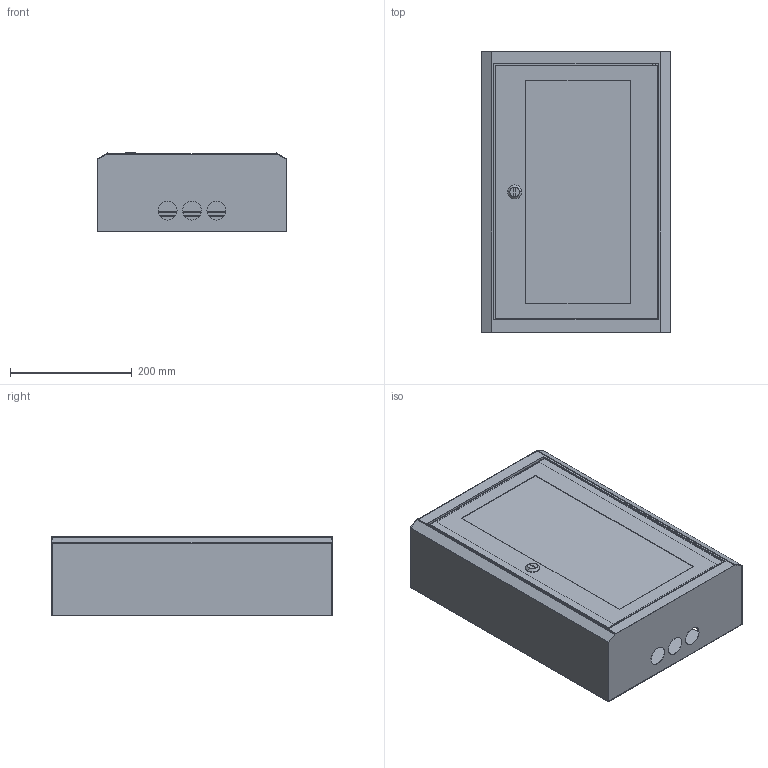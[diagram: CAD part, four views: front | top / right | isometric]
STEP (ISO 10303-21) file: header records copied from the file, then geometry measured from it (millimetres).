
FILE_DESCRIPTION (( 'STEP AP214' ), '1' );
FILE_NAME ('TITAN 5 ÙÐí-X ñ ïð.äâ IP31.STEP', '2021-03-18T11:31:52', ( '' ), ( '' ), 'SwSTEP 2.0', 'SolidWorks 2017', '' );
FILE_SCHEMA (( 'AUTOMOTIVE_DESIGN' ));
Length unit declared in the file: millimetre
Products named in the file (11): Panel_24; DIN-Reika_12 ｬｮ､罩･ｩ; Stoika Shin_‘â®©ª  ¤«ï è¨­; Obolochka_SHRN_PRO_24; Dver_PRO_24; Support; Panel_ShRN-24; Stoika pan; SC GOST 17473_gost_‚¨­â A.M5x10 ƒŽ‘’ 17473-80; Klipsa; TITAN 5 ÙÐí-X ñ ïð.äâ IP31
Assembly tree (24 placements, depth 3):
  TITAN 5 ÙÐí-X ñ ïð.äâ IP31
    Obolochka_SHRN_PRO_24
    Dver_PRO_24
    DIN-Reika_12 ｬｮ､罩･ｩ  x2
    Panel_24
      Panel_ShRN-24
      Klipsa  x4
      Stoika pan  x4
    SC GOST 17473_gost_‚¨­â A.M5x10 ƒŽ‘’ 17473-80  x6
    Stoika Shin_‘â®©ª  ¤«ï è¨­  x2
    Support  x2
Bounding box: 310 x 460 x 131 mm (x, y, z)
Volume: 1121552.5 mm3; surface area: 1499620 mm2
Topology: 23 solids, 23 shells, 1428 faces, 3630 edges, 2264 vertices
Faces by surface type: plane 770, cylinder 332, bspline 146, torus 84, sphere 52, cone 44
Entity records: 23023 total; most frequent: CARTESIAN_POINT 5149, ORIENTED_EDGE 3630, DIRECTION 3540, EDGE_CURVE 1815, LINE 1184, VECTOR 1184, AXIS2_PLACEMENT_3D 1178, VERTEX_POINT 1161
